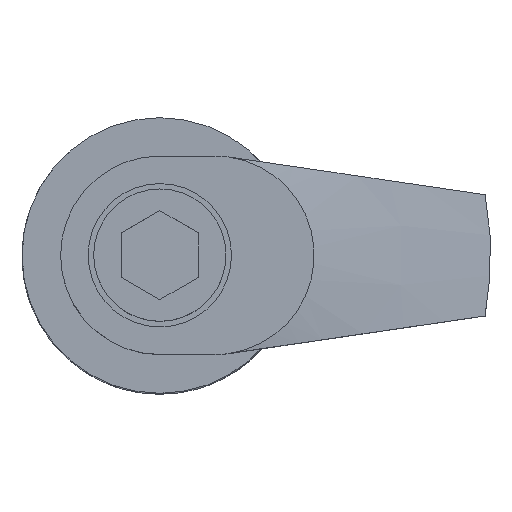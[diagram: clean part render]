
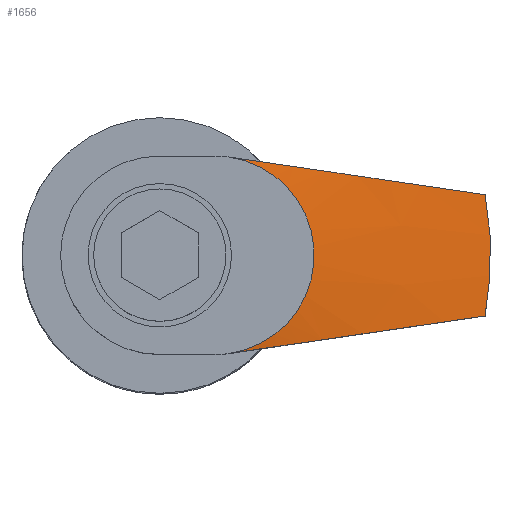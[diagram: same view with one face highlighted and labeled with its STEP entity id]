
A CAD part, top view. The second image highlights one B-rep face of the part: STEP entity #1656.
In plain terms, the highlighted conical face has half-angle 81.119 degrees and reference radius 57.611 mm.
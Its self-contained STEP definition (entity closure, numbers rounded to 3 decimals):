
#12 = CARTESIAN_POINT ( 'NONE',  ( 43.584, -13.261, 57.178 ) ) ;
#17 = CARTESIAN_POINT ( 'NONE',  ( 28.135, 15.53, 59.088 ) ) ;
#67 = VERTEX_POINT ( 'NONE', #1784 ) ;
#141 = EDGE_LOOP ( 'NONE', ( #2082, #1512, #905, #1527 ) ) ;
#163 = CARTESIAN_POINT ( 'NONE',  ( 14.563, 17.523, 60. ) ) ;
#189 = CARTESIAN_POINT ( 'NONE',  ( 58.983, 11., 54.968 ) ) ;
#238 = CARTESIAN_POINT ( 'NONE',  ( 58.983, 11., 54.968 ) ) ;
#261 = B_SPLINE_CURVE_WITH_KNOTS ( 'NONE', 3,
 ( #1154, #650, #2273, #1199, #1902 ),
 .UNSPECIFIED., .F., .F.,
 ( 4, 1, 4 ),
 ( 0., 0.011, 0.022 ),
 .UNSPECIFIED. ) ;
#339 = VERTEX_POINT ( 'NONE', #238 ) ;
#356 = CARTESIAN_POINT ( 'NONE',  ( 32.015, -14.96, 58.659 ) ) ;
#376 = CARTESIAN_POINT ( 'NONE',  ( 16.507, 17.238, 59.948 ) ) ;
#385 = CARTESIAN_POINT ( 'NONE',  ( 22.327, 16.383, 59.619 ) ) ;
#412 = B_SPLINE_CURVE_WITH_KNOTS ( 'NONE', 3,
 ( #2161, #547, #2007, #12, #1064, #693, #356, #1965, #1465, #1103, #1430, #2307, #1286, #511 ),
 .UNSPECIFIED., .F., .F.,
 ( 4, 2, 2, 2, 2, 2, 4 ),
 ( 0., 0.012, 0.024, 0.029, 0.035, 0.041, 0.047 ),
 .UNSPECIFIED. ) ;
#460 = DIRECTION ( 'NONE',  ( -1., 0., 0. ) ) ;
#466 = CARTESIAN_POINT ( 'NONE',  ( 10., 0., 60. ) ) ;
#511 = CARTESIAN_POINT ( 'NONE',  ( 12.615, -17.809, 60. ) ) ;
#547 = CARTESIAN_POINT ( 'NONE',  ( 55.135, -11.565, 55.536 ) ) ;
#643 = B_SPLINE_CURVE_WITH_KNOTS ( 'NONE', 3,
 ( #940, #163, #376, #1630, #385, #1107, #17, #1614, #1667, #2325, #1844, #1461, #1261, #189 ),
 .UNSPECIFIED., .F., .F.,
 ( 4, 2, 2, 2, 2, 2, 4 ),
 ( 0., 0.006, 0.012, 0.018, 0.024, 0.035, 0.047 ),
 .UNSPECIFIED. ) ;
#650 = CARTESIAN_POINT ( 'NONE',  ( 59.667, -7.333, 54.99 ) ) ;
#662 = DIRECTION ( 'NONE',  ( -1., 0., 0. ) ) ;
#667 = CIRCLE ( 'NONE', #1990, 18. ) ;
#693 = CARTESIAN_POINT ( 'NONE',  ( 33.945, -14.677, 58.428 ) ) ;
#729 = EDGE_CURVE ( 'NONE', #1281, #339, #643, .T. ) ;
#905 = ORIENTED_EDGE ( 'NONE', *, *, #2241, .T. ) ;
#940 = CARTESIAN_POINT ( 'NONE',  ( 12.615, 17.809, 60. ) ) ;
#1064 = CARTESIAN_POINT ( 'NONE',  ( 39.731, -13.827, 57.703 ) ) ;
#1103 = CARTESIAN_POINT ( 'NONE',  ( 22.346, -16.38, 59.618 ) ) ;
#1107 = CARTESIAN_POINT ( 'NONE',  ( 26.201, 15.814, 59.284 ) ) ;
#1150 = EDGE_CURVE ( 'NONE', #67, #1422, #412, .T. ) ;
#1154 = CARTESIAN_POINT ( 'NONE',  ( 58.983, -11., 54.968 ) ) ;
#1182 = DIRECTION ( 'NONE',  ( 0., 0., -1. ) ) ;
#1199 = CARTESIAN_POINT ( 'NONE',  ( 59.667, 7.333, 54.99 ) ) ;
#1261 = CARTESIAN_POINT ( 'NONE',  ( 55.134, 11.565, 55.536 ) ) ;
#1281 = VERTEX_POINT ( 'NONE', #1442 ) ;
#1286 = CARTESIAN_POINT ( 'NONE',  ( 14.569, -17.522, 60. ) ) ;
#1422 = VERTEX_POINT ( 'NONE', #1440 ) ;
#1430 = CARTESIAN_POINT ( 'NONE',  ( 20.406, -16.665, 59.757 ) ) ;
#1440 = CARTESIAN_POINT ( 'NONE',  ( 12.615, -17.809, 60. ) ) ;
#1442 = CARTESIAN_POINT ( 'NONE',  ( 12.615, 17.809, 60. ) ) ;
#1461 = CARTESIAN_POINT ( 'NONE',  ( 51.284, 12.131, 56.095 ) ) ;
#1465 = CARTESIAN_POINT ( 'NONE',  ( 26.219, -15.811, 59.283 ) ) ;
#1509 = AXIS2_PLACEMENT_3D ( 'NONE', #1905, #1182, #662 ) ;
#1512 = ORIENTED_EDGE ( 'NONE', *, *, #729, .F. ) ;
#1527 = ORIENTED_EDGE ( 'NONE', *, *, #1150, .F. ) ;
#1614 = CARTESIAN_POINT ( 'NONE',  ( 32.003, 14.962, 58.661 ) ) ;
#1630 = CARTESIAN_POINT ( 'NONE',  ( 20.389, 16.667, 59.758 ) ) ;
#1656 = ADVANCED_FACE ( 'NONE', ( #2246 ), #1963, .T. ) ;
#1667 = CARTESIAN_POINT ( 'NONE',  ( 33.934, 14.678, 58.429 ) ) ;
#1784 = CARTESIAN_POINT ( 'NONE',  ( 58.983, -11., 54.968 ) ) ;
#1844 = CARTESIAN_POINT ( 'NONE',  ( 43.579, 13.262, 57.178 ) ) ;
#1902 = CARTESIAN_POINT ( 'NONE',  ( 58.983, 11., 54.968 ) ) ;
#1905 = CARTESIAN_POINT ( 'NONE',  ( 10., 0., 53.811 ) ) ;
#1963 = CONICAL_SURFACE ( 'NONE', #1509, 57.611, 1.416 ) ;
#1965 = CARTESIAN_POINT ( 'NONE',  ( 28.152, -15.527, 59.086 ) ) ;
#1990 = AXIS2_PLACEMENT_3D ( 'NONE', #466, #2076, #460 ) ;
#2007 = CARTESIAN_POINT ( 'NONE',  ( 51.286, -12.13, 56.095 ) ) ;
#2076 = DIRECTION ( 'NONE',  ( 0., 0., -1. ) ) ;
#2082 = ORIENTED_EDGE ( 'NONE', *, *, #2154, .T. ) ;
#2154 = EDGE_CURVE ( 'NONE', #67, #339, #261, .T. ) ;
#2161 = CARTESIAN_POINT ( 'NONE',  ( 58.983, -11., 54.968 ) ) ;
#2241 = EDGE_CURVE ( 'NONE', #1281, #1422, #667, .T. ) ;
#2246 = FACE_OUTER_BOUND ( 'NONE', #141, .T. ) ;
#2273 = CARTESIAN_POINT ( 'NONE',  ( 60.333, 0., 55.01 ) ) ;
#2307 = CARTESIAN_POINT ( 'NONE',  ( 16.518, -17.236, 59.948 ) ) ;
#2325 = CARTESIAN_POINT ( 'NONE',  ( 39.724, 13.828, 57.704 ) ) ;
